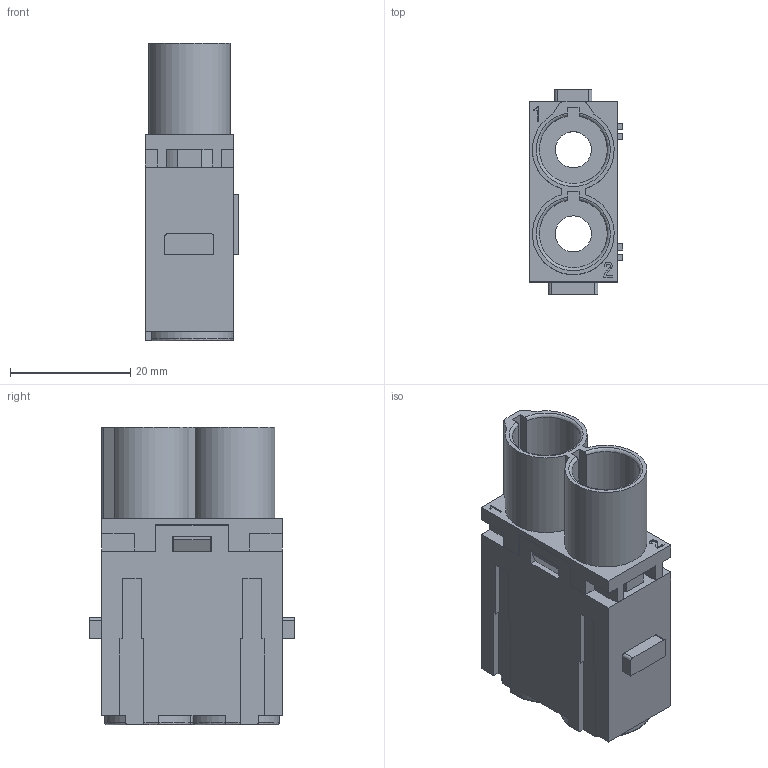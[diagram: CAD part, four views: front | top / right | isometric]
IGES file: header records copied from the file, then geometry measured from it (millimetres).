
Start section: Elysium IGES Interface
Global section: file name: CX_02_7M.igs; native system: Creo Elements/Direct Modeling 17.0C  05-Feb-2011; preprocessor: Creo Element/Direct IGES_3D V2.2; author: Unknown; organization: Unknown; date: 20111118.110128; units: millimetre
Bounding box: 15.6 x 34 x 49.5 mm (x, y, z)
Volume: 10615.2 mm3; surface area: 9087.9 mm2
Topology: 1 solids, 1 shells, 419 faces, 1154 edges, 762 vertices
Faces by surface type: bspline 419
